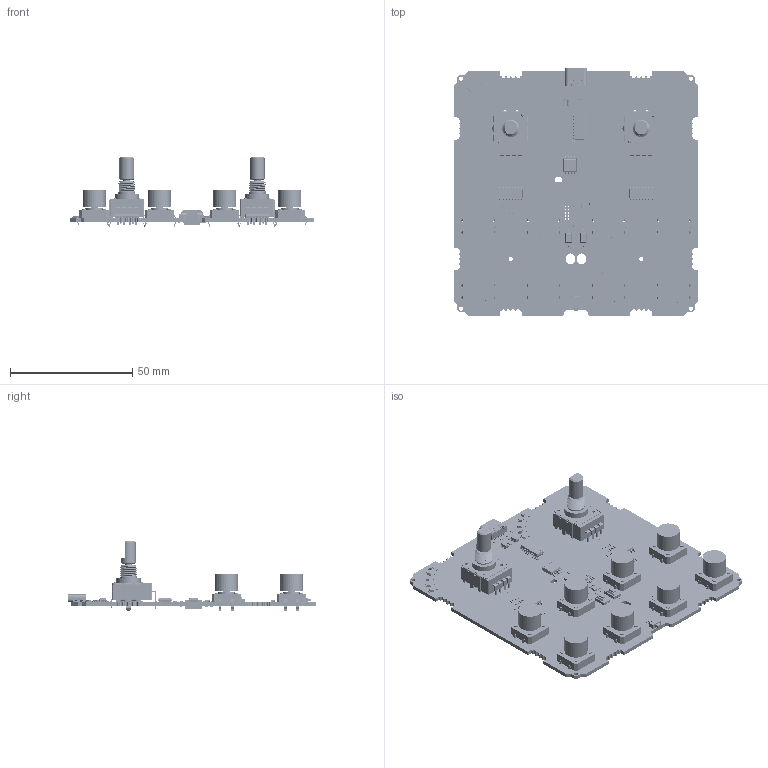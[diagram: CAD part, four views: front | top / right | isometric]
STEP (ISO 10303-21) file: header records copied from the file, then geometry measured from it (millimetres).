
FILE_DESCRIPTION(('KiCad electronic assembly'),'2;1');
FILE_NAME('PCBA-TEK2-3D.step','2025-01-20T17:07:16',('Pcbnew'),('Kicad') ,'Open CASCADE STEP processor 7.6','KiCad to STEP converter','Unknown' );
FILE_SCHEMA(('AUTOMOTIVE_DESIGN { 1 0 10303 214 1 1 1 1 }'));
Length unit declared in the file: millimetre
Products named in the file (44): PCBA-TEK2-3D 1; ws2812-2020; LEG003; LEG002; Body; LEG; Body001; LEG001; C_0402_1005Metric; R_0402_1005Metric; RV142FPF-40B1-15F-0B10K; Part; B3F_4050; B3F_4050_BUTTON; Cylinder; Chamfer; SOIC-16_3.9x9.9mm_P1.27mm; SOIC_16_39x99mm_P127mm; SOIC-8-1_wide; User Library-SOIC8_Wide_5mmx5mm; hyp_mapmode; Fillet; HRO_TYPE-C-31-M-12; ConPins; PcbPins; Mold; Frame; SOT-23-6; SOT_23_6; R_0805_2012Metric; SW_SPST_CK_RS282G05A3; Crystal_SMD_Abracon_ABM8G-4Pin_3.2x2.5mm; QFN-56-1EP_7x7mm_P0.4mm_EP3.2x3.2mm; QFN_56_1EP_7x7mm_P04mm_EP32x32mm; SOT-23-5; SOT_23_5; L_0402_1005Metric; kibot_ln7t5qcg_PCB
Assembly tree (176 placements, depth 3):
  PCBA-TEK2-3D 1
    ws2812-2020  x18
      LEG003
      LEG002
      Body
      LEG
      Body001
      LEG001
    C_0402_1005Metric  x68
      C_0402_1005Metric
    R_0402_1005Metric  x37
      R_0402_1005Metric
    RV142FPF-40B1-15F-0B10K  x2
      Part
    B3F_4050  x8
      B3F_4050_BUTTON
      Cylinder
      Chamfer
    SOIC-16_3.9x9.9mm_P1.27mm  x3
      SOIC_16_39x99mm_P127mm
    SOIC-8-1_wide
      User Library-SOIC8_Wide_5mmx5mm
    hyp_mapmode
      Fillet
    HRO_TYPE-C-31-M-12
      ConPins
      PcbPins
      Mold
      Frame
    SOT-23-6
      SOT_23_6
    R_0805_2012Metric  x2
      R_0805_2012Metric
    SW_SPST_CK_RS282G05A3  x2
      SW_SPST_CK_RS282G05A3
    Crystal_SMD_Abracon_ABM8G-4Pin_3.2x2.5mm
      Crystal_SMD_Abracon_ABM8G-4Pin_3.2x2.5mm
    QFN-56-1EP_7x7mm_P0.4mm_EP3.2x3.2mm  x2
      QFN_56_1EP_7x7mm_P04mm_EP32x32mm
    SOT-23-5
      SOT_23_5
    L_0402_1005Metric
      L_0402_1005Metric
    kibot_ln7t5qcg_PCB
Bounding box: 100 x 101.4 x 28.64 mm (x, y, z)
Volume: 27754 mm3; surface area: 39466.7 mm2
Topology: 277 solids, 277 shells, 9450 faces, 24415 edges, 15832 vertices
Faces by surface type: plane 6586, cylinder 2511, bspline 223, torus 50, cone 44, sphere 32, revolution 4
Full cylindrical faces by diameter (mm): 0.4 x2, 0.5 x2, 0.6 x3, 0.65 x12, 0.75 x2, 1 x12, 1.2 x32, 1.7 x8, 1.8 x16, 2.2 x4, 9.5 x8
Entity records: 107046 total; most frequent: CARTESIAN_POINT 20533, ORIENTED_EDGE 16392, DIRECTION 15999, EDGE_CURVE 8196, LINE 6251, VECTOR 6251, VERTEX_POINT 5228, AXIS2_PLACEMENT_3D 4873
